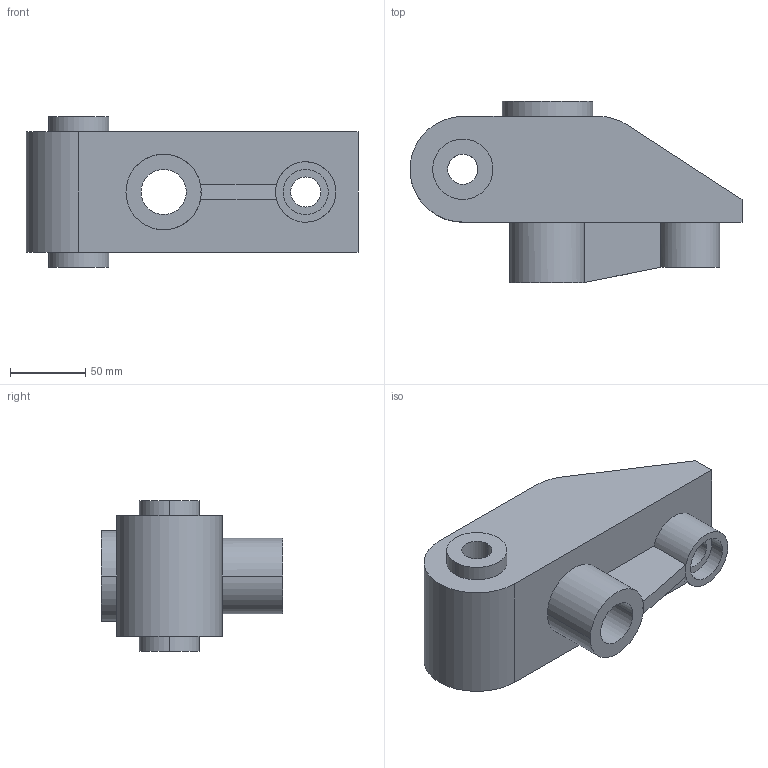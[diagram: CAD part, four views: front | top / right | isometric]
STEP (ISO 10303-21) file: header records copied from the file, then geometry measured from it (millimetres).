
FILE_DESCRIPTION(('STEP AP214'),'1');
FILE_NAME('a.stp','2025-10-12T20:18:44',(''),(''),'Spatial InterOp 3D',' ',' ');
FILE_SCHEMA(('AUTOMOTIVE_DESIGN { 1 0 10303 214 1 1 1 1 }'));
Length unit declared in the file: millimetre
Products named in the file (1): CzÄ™Ĺ›Ä‡_555139
Bounding box: 220 x 120 x 100 mm (x, y, z)
Volume: 625442.8 mm3; surface area: 128547.4 mm2
Topology: 1 solids, 1 shells, 59 faces, 146 edges, 101 vertices
Faces by surface type: cylinder 30, plane 29
Entity records: 2313 total; most frequent: DIRECTION 336, CARTESIAN_POINT 302, ORIENTED_EDGE 286, EDGE_CURVE 143, AXIS2_PLACEMENT_3D 129, VERTEX_POINT 95, LINE 78, VECTOR 78
